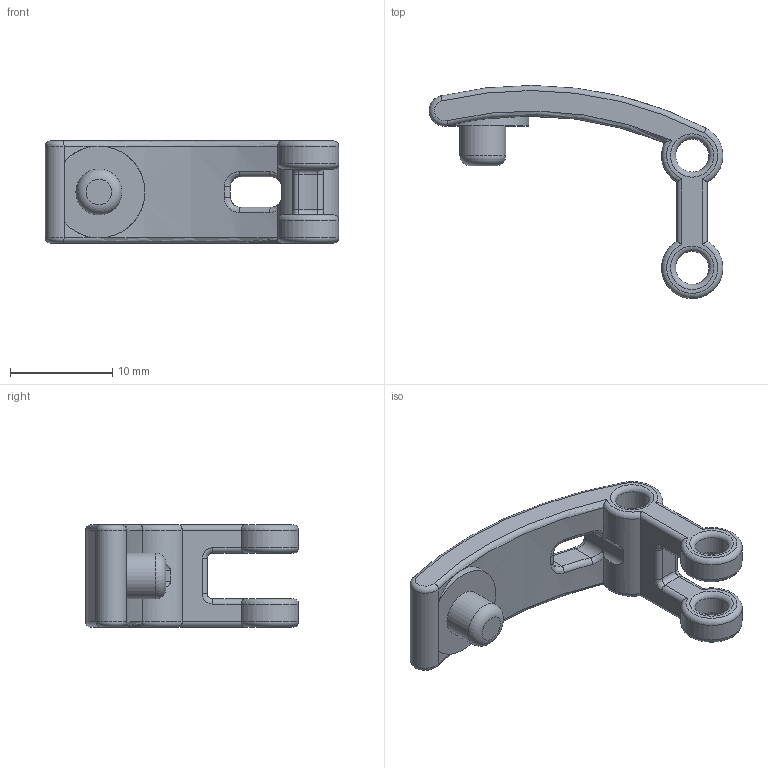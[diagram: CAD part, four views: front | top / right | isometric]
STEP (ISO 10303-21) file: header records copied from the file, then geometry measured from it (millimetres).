
FILE_DESCRIPTION(/* description */ ('Alibre Inc.'),/* implementation_level */ '2;1');
FILE_NAME(/* name */ 'export0',/* time_stamp */ '2016-07-03T18:07:01-04:00',/* author */ (''),/* organization */ (''),/* preprocessor_version */ 'ST-DEVELOPER v14',/* originating_system */ 'Alibre',/* authorisation */ '');
FILE_SCHEMA (('AUTOMOTIVE_DESIGN'));
Length unit declared in the file: centimetre
Bounding box: 28.77 x 20.87 x 10 mm (x, y, z)
Volume: 1193.2 mm3; surface area: 1309.2 mm2
Topology: 1 solids, 1 shells, 86 faces, 204 edges, 120 vertices
Faces by surface type: cylinder 34, torus 27, plane 13, bspline 12
Full cylindrical faces by diameter (mm): 3.25 x3, 4.5 x1
Entity records: 3892 total; most frequent: CARTESIAN_POINT 2110, ORIENTED_EDGE 380, DIRECTION 313, EDGE_CURVE 190, AXIS2_PLACEMENT_3D 152, VERTEX_POINT 117, EDGE_LOOP 105, FACE_BOUND 105
